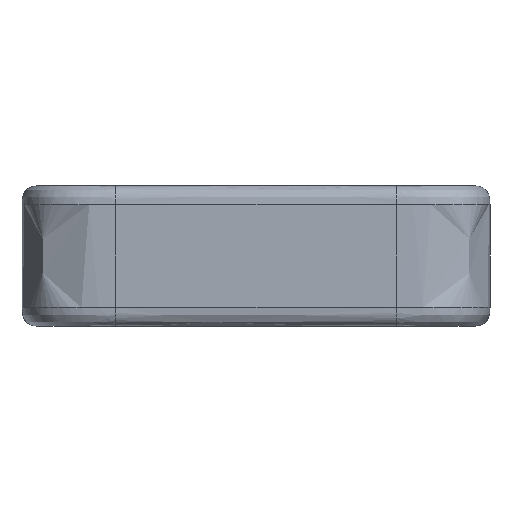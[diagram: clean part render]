
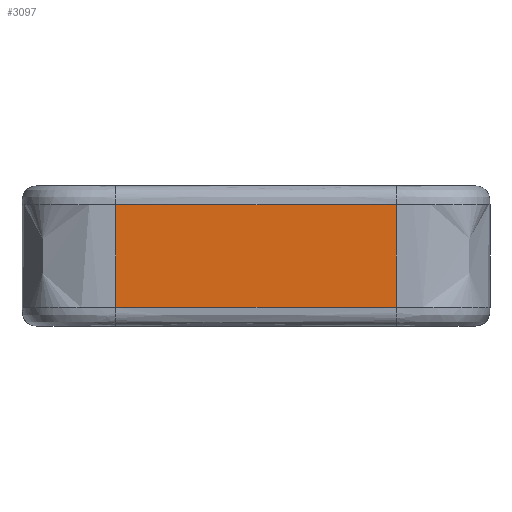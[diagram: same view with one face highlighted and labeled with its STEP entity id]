
A CAD part, left-side view. The second image highlights one B-rep face of the part: STEP entity #3097.
In plain terms, the highlighted planar face has unit normal (-1, 0, 0).
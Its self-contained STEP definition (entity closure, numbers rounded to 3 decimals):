
#64 = AXIS2_PLACEMENT_3D ( 'NONE', #4678, #3272, #12644 ) ;
#249 = B_SPLINE_CURVE_WITH_KNOTS ( 'NONE', 3,
 ( #10008, #4880, #11174, #881 ),
 .UNSPECIFIED., .F., .F.,
 ( 4, 4 ),
 ( 0.133, 0.867 ),
 .UNSPECIFIED. ) ;
#823 = CARTESIAN_POINT ( 'NONE',  ( 0., 40., 2. ) ) ;
#881 = CARTESIAN_POINT ( 'NONE',  ( 0., 40., 2. ) ) ;
#1710 = CARTESIAN_POINT ( 'NONE',  ( 0., 10., 13. ) ) ;
#2701 = B_SPLINE_CURVE_WITH_KNOTS ( 'NONE', 3,
 ( #4075, #4202, #10301, #10237 ),
 .UNSPECIFIED., .F., .F.,
 ( 4, 4 ),
 ( 0.133, 0.867 ),
 .UNSPECIFIED. ) ;
#2959 = CARTESIAN_POINT ( 'NONE',  ( 0., 40., 13. ) ) ;
#3022 = CARTESIAN_POINT ( 'NONE',  ( 0., 10., 2. ) ) ;
#3038 = CARTESIAN_POINT ( 'NONE',  ( 0., 30., 13. ) ) ;
#3097 = ADVANCED_FACE ( 'NONE', ( #4102 ), #8264, .T. ) ;
#3272 = DIRECTION ( 'NONE',  ( -1., 0., 0. ) ) ;
#3356 = ORIENTED_EDGE ( 'NONE', *, *, #11370, .T. ) ;
#4075 = CARTESIAN_POINT ( 'NONE',  ( 0., 10., 2. ) ) ;
#4102 = FACE_OUTER_BOUND ( 'NONE', #12083, .T. ) ;
#4175 = VERTEX_POINT ( 'NONE', #1710 ) ;
#4187 = CARTESIAN_POINT ( 'NONE',  ( 0., 30., 2. ) ) ;
#4202 = CARTESIAN_POINT ( 'NONE',  ( 0., 10., 5.667 ) ) ;
#4275 = CARTESIAN_POINT ( 'NONE',  ( 0., 20., 13. ) ) ;
#4511 = B_SPLINE_CURVE_WITH_KNOTS ( 'NONE', 3,
 ( #823, #4187, #13353, #3022 ),
 .UNSPECIFIED., .F., .F.,
 ( 4, 4 ),
 ( 0., 1. ),
 .UNSPECIFIED. ) ;
#4678 = CARTESIAN_POINT ( 'NONE',  ( 0., 0., 15. ) ) ;
#4880 = CARTESIAN_POINT ( 'NONE',  ( 0., 40., 9.333 ) ) ;
#7189 = EDGE_CURVE ( 'NONE', #11288, #9293, #249, .T. ) ;
#7485 = CARTESIAN_POINT ( 'NONE',  ( 0., 40., 13. ) ) ;
#8264 = PLANE ( 'NONE',  #64 ) ;
#8458 = B_SPLINE_CURVE_WITH_KNOTS ( 'NONE', 3,
 ( #10368, #4275, #3038, #7485 ),
 .UNSPECIFIED., .F., .F.,
 ( 4, 4 ),
 ( 0., 1. ),
 .UNSPECIFIED. ) ;
#8526 = ORIENTED_EDGE ( 'NONE', *, *, #11147, .T. ) ;
#8804 = VERTEX_POINT ( 'NONE', #8924 ) ;
#8924 = CARTESIAN_POINT ( 'NONE',  ( 0., 10., 2. ) ) ;
#9293 = VERTEX_POINT ( 'NONE', #12194 ) ;
#10008 = CARTESIAN_POINT ( 'NONE',  ( 0., 40., 13. ) ) ;
#10237 = CARTESIAN_POINT ( 'NONE',  ( 0., 10., 13. ) ) ;
#10301 = CARTESIAN_POINT ( 'NONE',  ( 0., 10., 9.333 ) ) ;
#10368 = CARTESIAN_POINT ( 'NONE',  ( 0., 10., 13. ) ) ;
#11147 = EDGE_CURVE ( 'NONE', #8804, #4175, #2701, .T. ) ;
#11174 = CARTESIAN_POINT ( 'NONE',  ( 0., 40., 5.667 ) ) ;
#11288 = VERTEX_POINT ( 'NONE', #2959 ) ;
#11345 = ORIENTED_EDGE ( 'NONE', *, *, #13349, .T. ) ;
#11370 = EDGE_CURVE ( 'NONE', #9293, #8804, #4511, .T. ) ;
#12083 = EDGE_LOOP ( 'NONE', ( #12685, #3356, #8526, #11345 ) ) ;
#12194 = CARTESIAN_POINT ( 'NONE',  ( 0., 40., 2. ) ) ;
#12644 = DIRECTION ( 'NONE',  ( 0., -1., 0. ) ) ;
#12685 = ORIENTED_EDGE ( 'NONE', *, *, #7189, .T. ) ;
#13349 = EDGE_CURVE ( 'NONE', #4175, #11288, #8458, .T. ) ;
#13353 = CARTESIAN_POINT ( 'NONE',  ( 0., 20., 2. ) ) ;
